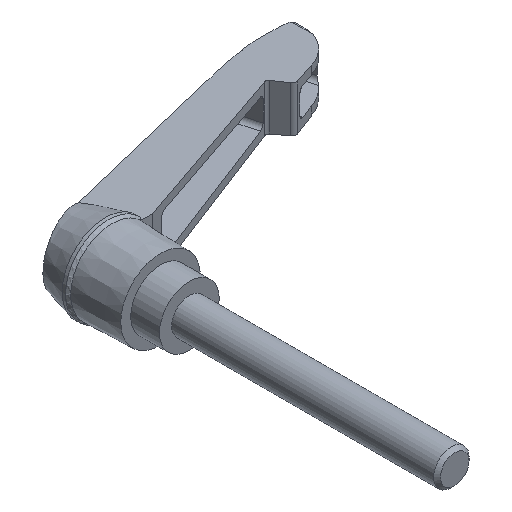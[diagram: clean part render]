
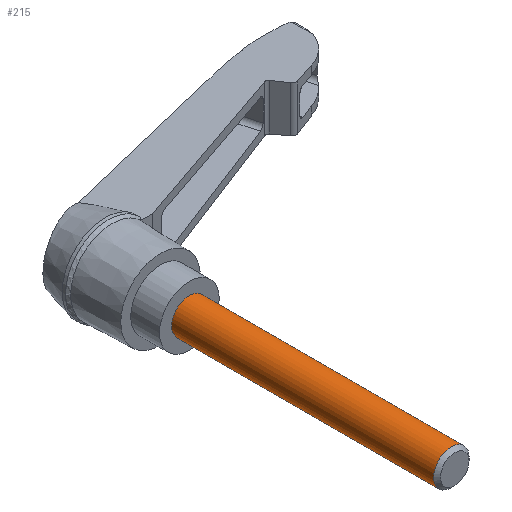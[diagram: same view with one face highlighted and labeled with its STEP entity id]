
A CAD part, isometric view. The second image highlights one B-rep face of the part: STEP entity #215.
In plain terms, the highlighted cylindrical face has radius 4 mm (diameter 8 mm), a full revolution.
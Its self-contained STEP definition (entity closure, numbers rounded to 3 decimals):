
#215 = ADVANCED_FACE( '', ( #459, #460 ), #461, .T. );
#459 = FACE_OUTER_BOUND( '', #725, .T. );
#460 = FACE_OUTER_BOUND( '', #726, .T. );
#461 = CYLINDRICAL_SURFACE( '', #727, 4. );
#725 = EDGE_LOOP( '', ( #1334 ) );
#726 = EDGE_LOOP( '', ( #1335 ) );
#727 = AXIS2_PLACEMENT_3D( '', #1336, #1337, #1338 );
#1334 = ORIENTED_EDGE( '', *, *, #1717, .F. );
#1335 = ORIENTED_EDGE( '', *, *, #1831, .T. );
#1336 = CARTESIAN_POINT( '', ( 0., -60., 0. ) );
#1337 = DIRECTION( '', ( 0., 1., 0. ) );
#1338 = DIRECTION( '', ( 0., 0., -1. ) );
#1717 = EDGE_CURVE( '', #2111, #2111, #2112, .T. );
#1831 = EDGE_CURVE( '', #2270, #2270, #2271, .F. );
#2111 = VERTEX_POINT( '', #2724 );
#2112 = CIRCLE( '', #2725, 4. );
#2270 = VERTEX_POINT( '', #2969 );
#2271 = CIRCLE( '', #2970, 4. );
#2724 = CARTESIAN_POINT( '', ( 0., -59.233, -4. ) );
#2725 = AXIS2_PLACEMENT_3D( '', #3201, #3202, #3203 );
#2969 = CARTESIAN_POINT( '', ( 0., 0., 4. ) );
#2970 = AXIS2_PLACEMENT_3D( '', #3358, #3359, #3360 );
#3201 = CARTESIAN_POINT( '', ( 0., -59.233, 0. ) );
#3202 = DIRECTION( '', ( 0., -1., 0. ) );
#3203 = DIRECTION( '', ( 0., 0., -1. ) );
#3358 = CARTESIAN_POINT( '', ( 0., 0., 0. ) );
#3359 = DIRECTION( '', ( 0., 1., 0. ) );
#3360 = DIRECTION( '', ( 0., 0., 1. ) );
